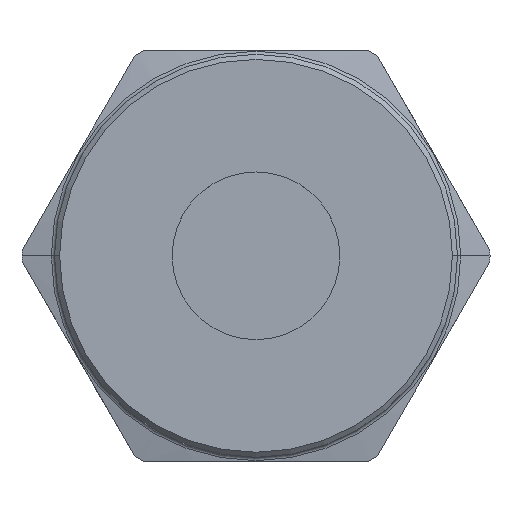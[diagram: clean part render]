
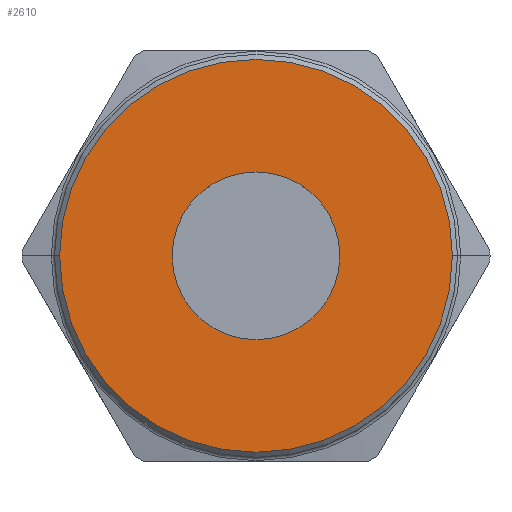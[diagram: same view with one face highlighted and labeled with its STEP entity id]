
A CAD part, top view. The second image highlights one B-rep face of the part: STEP entity #2610.
In plain terms, the highlighted planar face has unit normal (0, 0, 1).
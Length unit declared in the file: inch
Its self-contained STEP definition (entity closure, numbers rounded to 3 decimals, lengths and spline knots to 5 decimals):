
#10 = EDGE_LOOP ( 'NONE', ( #448, #449 ) ) ;
#119 = CARTESIAN_POINT ( 'NONE',  ( 0., 0., 0.26 ) ) ;
#120 = DIRECTION ( 'NONE',  ( 0., 0., 1. ) ) ;
#121 = DIRECTION ( 'NONE',  ( 1., 0., 0. ) ) ;
#448 = ORIENTED_EDGE ( 'NONE', *, *, #862, .F. ) ;
#449 = ORIENTED_EDGE ( 'NONE', *, *, #1183, .F. ) ;
#450 = ORIENTED_EDGE ( 'NONE', *, *, #863, .T. ) ;
#451 = ORIENTED_EDGE ( 'NONE', *, *, #1217, .T. ) ;
#586 = CIRCLE ( 'NONE', #889, 0.1655 ) ;
#592 = CIRCLE ( 'NONE', #890, 0.3875 ) ;
#613 = CIRCLE ( 'NONE', #903, 0.1655 ) ;
#652 = CIRCLE ( 'NONE', #923, 0.3875 ) ;
#725 = FACE_BOUND ( 'NONE', #10, .T. ) ;
#778 = FACE_OUTER_BOUND ( 'NONE', #1268, .T. ) ;
#862 = EDGE_CURVE ( 'NONE', #1367, #1374, #586, .T. ) ;
#863 = EDGE_CURVE ( 'NONE', #2564, #1334, #592, .T. ) ;
#889 = AXIS2_PLACEMENT_3D ( 'NONE', #2731, #2732, #2733 ) ;
#890 = AXIS2_PLACEMENT_3D ( 'NONE', #2736, #2737, #2738 ) ;
#903 = AXIS2_PLACEMENT_3D ( 'NONE', #119, #120, #121 ) ;
#923 = AXIS2_PLACEMENT_3D ( 'NONE', #1474, #1475, #1476 ) ;
#987 = AXIS2_PLACEMENT_3D ( 'NONE', #1814, #1813, #1818 ) ;
#1183 = EDGE_CURVE ( 'NONE', #1374, #1367, #613, .T. ) ;
#1217 = EDGE_CURVE ( 'NONE', #1334, #2564, #652, .T. ) ;
#1268 = EDGE_LOOP ( 'NONE', ( #450, #451 ) ) ;
#1334 = VERTEX_POINT ( 'NONE', #1602 ) ;
#1367 = VERTEX_POINT ( 'NONE', #1632 ) ;
#1374 = VERTEX_POINT ( 'NONE', #1637 ) ;
#1474 = CARTESIAN_POINT ( 'NONE',  ( 0., 0., 0.26 ) ) ;
#1475 = DIRECTION ( 'NONE',  ( 0., 0., 1. ) ) ;
#1476 = DIRECTION ( 'NONE',  ( 1., 0., 0. ) ) ;
#1602 = CARTESIAN_POINT ( 'NONE',  ( 0.3875, 0., 0.26 ) ) ;
#1632 = CARTESIAN_POINT ( 'NONE',  ( 0.1655, 0., 0.26 ) ) ;
#1637 = CARTESIAN_POINT ( 'NONE',  ( -0.1655, 0., 0.26 ) ) ;
#1682 = CARTESIAN_POINT ( 'NONE',  ( -0.3875, 0., 0.26 ) ) ;
#1813 = DIRECTION ( 'NONE',  ( 0., 0., 1. ) ) ;
#1814 = CARTESIAN_POINT ( 'NONE',  ( 0., 0., 0.26 ) ) ;
#1816 = PLANE ( 'NONE',  #987 ) ;
#1818 = DIRECTION ( 'NONE',  ( 1., 0., 0. ) ) ;
#2564 = VERTEX_POINT ( 'NONE', #1682 ) ;
#2610 = ADVANCED_FACE ( 'NONE', ( #725, #778 ), #1816, .T. ) ;
#2731 = CARTESIAN_POINT ( 'NONE',  ( 0., 0., 0.26 ) ) ;
#2732 = DIRECTION ( 'NONE',  ( 0., 0., 1. ) ) ;
#2733 = DIRECTION ( 'NONE',  ( 1., 0., 0. ) ) ;
#2736 = CARTESIAN_POINT ( 'NONE',  ( 0., 0., 0.26 ) ) ;
#2737 = DIRECTION ( 'NONE',  ( 0., 0., 1. ) ) ;
#2738 = DIRECTION ( 'NONE',  ( 1., 0., 0. ) ) ;
